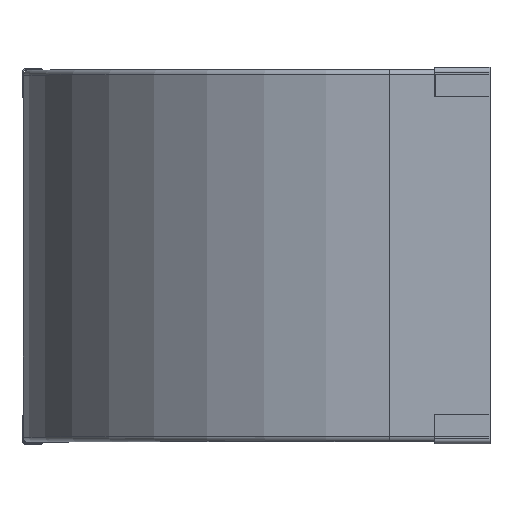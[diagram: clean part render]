
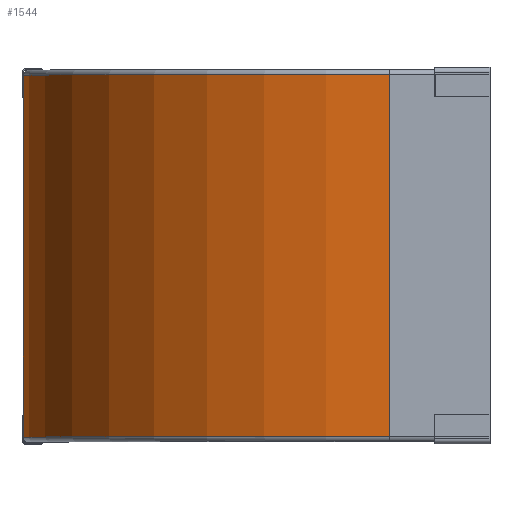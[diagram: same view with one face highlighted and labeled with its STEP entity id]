
A CAD part, top view. The second image highlights one B-rep face of the part: STEP entity #1544.
In plain terms, the highlighted cylindrical face has radius 200.75 mm (diameter 401.5 mm), a partial arc.
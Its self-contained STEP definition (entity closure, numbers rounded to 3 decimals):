
#59=CYLINDRICAL_SURFACE('',#1705,200.75);
#139=FACE_OUTER_BOUND('',#228,.T.);
#228=EDGE_LOOP('',(#1350,#1351,#1352,#1353));
#293=CIRCLE('',#1679,200.75);
#307=CIRCLE('',#1706,200.75);
#448=LINE('',#2611,#599);
#449=LINE('',#2614,#600);
#599=VECTOR('',#2147,1.);
#600=VECTOR('',#2150,1.);
#717=VERTEX_POINT('',#2509);
#726=VERTEX_POINT('',#2538);
#742=VERTEX_POINT('',#2584);
#750=VERTEX_POINT('',#2612);
#922=EDGE_CURVE('',#717,#726,#293,.T.);
#958=EDGE_CURVE('',#742,#717,#448,.T.);
#959=EDGE_CURVE('',#742,#750,#307,.T.);
#960=EDGE_CURVE('',#750,#726,#449,.T.);
#1350=ORIENTED_EDGE('',*,*,#958,.F.);
#1351=ORIENTED_EDGE('',*,*,#959,.T.);
#1352=ORIENTED_EDGE('',*,*,#960,.T.);
#1353=ORIENTED_EDGE('',*,*,#922,.F.);
#1544=ADVANCED_FACE('',(#139),#59,.T.);
#1679=AXIS2_PLACEMENT_3D('',#2539,#2071,#2072);
#1705=AXIS2_PLACEMENT_3D('',#2610,#2145,#2146);
#1706=AXIS2_PLACEMENT_3D('',#2613,#2148,#2149);
#2071=DIRECTION('center_axis',(0.,1.,0.));
#2072=DIRECTION('ref_axis',(-1.,0.,0.));
#2145=DIRECTION('center_axis',(0.,1.,0.));
#2146=DIRECTION('ref_axis',(-1.,0.,0.));
#2147=DIRECTION('',(0.,1.,0.));
#2148=DIRECTION('center_axis',(0.,1.,0.));
#2149=DIRECTION('ref_axis',(-1.,0.,0.));
#2150=DIRECTION('',(0.,1.,0.));
#2509=CARTESIAN_POINT('',(3.317,214.346,55.));
#2538=CARTESIAN_POINT('',(204.067,214.346,255.75));
#2539=CARTESIAN_POINT('Origin',(204.067,214.346,55.));
#2584=CARTESIAN_POINT('',(3.317,15.948,55.));
#2610=CARTESIAN_POINT('Origin',(204.067,40.548,55.));
#2611=CARTESIAN_POINT('',(3.317,214.346,55.));
#2612=CARTESIAN_POINT('',(204.067,15.948,255.75));
#2613=CARTESIAN_POINT('Origin',(204.067,15.948,55.));
#2614=CARTESIAN_POINT('',(204.067,164.345,255.75));
